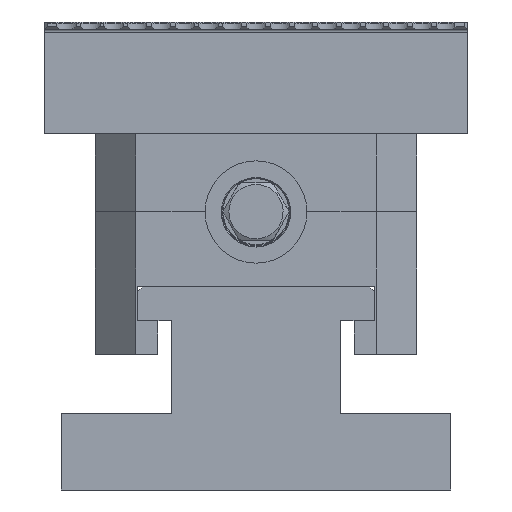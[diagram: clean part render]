
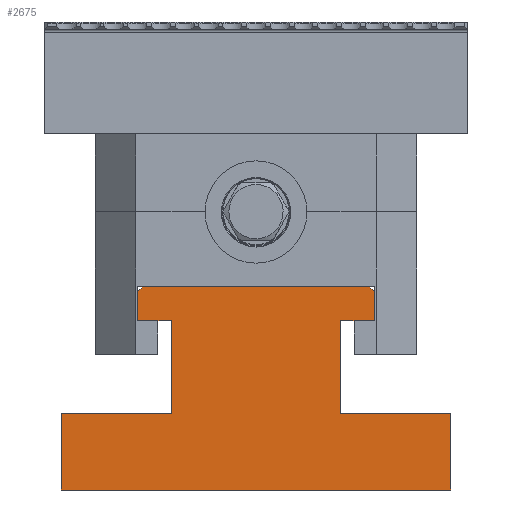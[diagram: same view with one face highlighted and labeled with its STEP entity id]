
A CAD part, left-side view. The second image highlights one B-rep face of the part: STEP entity #2675.
In plain terms, the highlighted planar face has unit normal (-1, 0, 0).
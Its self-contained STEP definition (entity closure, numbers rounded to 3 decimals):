
#2675=ADVANCED_FACE('',(#4253),#3697,.T.);
#3697=PLANE('',#17678);
#4253=FACE_OUTER_BOUND('',#4944,.T.);
#4944=EDGE_LOOP('',(#6371,#6372,#6373,#6374,#6375,#6376,#6377,#6378,#6379,
#6380,#6381,#6382,#6383,#6384));
#6371=ORIENTED_EDGE('',*,*,#12829,.T.);
#6372=ORIENTED_EDGE('',*,*,#12835,.T.);
#6373=ORIENTED_EDGE('',*,*,#12836,.F.);
#6374=ORIENTED_EDGE('',*,*,#12837,.T.);
#6375=ORIENTED_EDGE('',*,*,#12838,.T.);
#6376=ORIENTED_EDGE('',*,*,#12839,.T.);
#6377=ORIENTED_EDGE('',*,*,#12805,.F.);
#6378=ORIENTED_EDGE('',*,*,#12840,.T.);
#6379=ORIENTED_EDGE('',*,*,#12833,.T.);
#6380=ORIENTED_EDGE('',*,*,#12841,.F.);
#6381=ORIENTED_EDGE('',*,*,#12842,.F.);
#6382=ORIENTED_EDGE('',*,*,#12843,.F.);
#6383=ORIENTED_EDGE('',*,*,#12821,.T.);
#6384=ORIENTED_EDGE('',*,*,#12844,.T.);
#11089=VERTEX_POINT('',#24590);
#11090=VERTEX_POINT('',#24592);
#11105=VERTEX_POINT('',#24626);
#11106=VERTEX_POINT('',#24628);
#11113=VERTEX_POINT('',#24643);
#11114=VERTEX_POINT('',#24645);
#11117=VERTEX_POINT('',#24652);
#11118=VERTEX_POINT('',#24654);
#11119=VERTEX_POINT('',#24658);
#11120=VERTEX_POINT('',#24660);
#11121=VERTEX_POINT('',#24662);
#11122=VERTEX_POINT('',#24664);
#11123=VERTEX_POINT('',#24668);
#11124=VERTEX_POINT('',#24670);
#12805=EDGE_CURVE('',#11089,#11090,#15179,.T.);
#12821=EDGE_CURVE('',#11106,#11105,#15195,.T.);
#12829=EDGE_CURVE('',#11114,#11113,#15201,.T.);
#12833=EDGE_CURVE('',#11118,#11117,#15205,.T.);
#12835=EDGE_CURVE('',#11113,#11119,#15207,.T.);
#12836=EDGE_CURVE('',#11120,#11119,#15208,.T.);
#12837=EDGE_CURVE('',#11120,#11121,#15209,.T.);
#12838=EDGE_CURVE('',#11121,#11122,#15210,.T.);
#12839=EDGE_CURVE('',#11122,#11090,#15211,.T.);
#12840=EDGE_CURVE('',#11089,#11118,#15212,.T.);
#12841=EDGE_CURVE('',#11123,#11117,#15213,.T.);
#12842=EDGE_CURVE('',#11124,#11123,#15214,.T.);
#12843=EDGE_CURVE('',#11106,#11124,#15215,.T.);
#12844=EDGE_CURVE('',#11105,#11114,#15216,.T.);
#15179=LINE('',#24591,#16429);
#15195=LINE('',#24627,#16445);
#15201=LINE('',#24644,#16451);
#15205=LINE('',#24653,#16455);
#15207=LINE('',#24657,#16457);
#15208=LINE('',#24659,#16458);
#15209=LINE('',#24661,#16459);
#15210=LINE('',#24663,#16460);
#15211=LINE('',#24665,#16461);
#15212=LINE('',#24666,#16462);
#15213=LINE('',#24667,#16463);
#15214=LINE('',#24669,#16464);
#15215=LINE('',#24671,#16465);
#15216=LINE('',#24672,#16466);
#16429=VECTOR('',#19568,1.);
#16445=VECTOR('',#19592,1.);
#16451=VECTOR('',#19604,1.);
#16455=VECTOR('',#19610,1.);
#16457=VECTOR('',#19614,1.);
#16458=VECTOR('',#19615,1.);
#16459=VECTOR('',#19616,1.);
#16460=VECTOR('',#19617,1.);
#16461=VECTOR('',#19618,1.);
#16462=VECTOR('',#19619,1.);
#16463=VECTOR('',#19620,1.);
#16464=VECTOR('',#19621,1.);
#16465=VECTOR('',#19622,1.);
#16466=VECTOR('',#19623,1.);
#17678=AXIS2_PLACEMENT_3D('',#24673,#19624,#19625);
#19568=DIRECTION('',(0.,0.,1.));
#19592=DIRECTION('',(0.,0.,1.));
#19604=DIRECTION('',(0.,1.,0.));
#19610=DIRECTION('',(0.,0.,1.));
#19614=DIRECTION('',(0.,0.707,-0.707));
#19615=DIRECTION('',(0.,0.,1.));
#19616=DIRECTION('',(0.,-1.,0.));
#19617=DIRECTION('',(0.,0.,-1.));
#19618=DIRECTION('',(0.,1.,0.));
#19619=DIRECTION('',(0.,-1.,0.));
#19620=DIRECTION('',(0.,-1.,0.));
#19621=DIRECTION('',(0.,0.,-1.));
#19622=DIRECTION('',(0.,1.,0.));
#19623=DIRECTION('',(0.,0.707,0.707));
#19624=DIRECTION('',(-1.,0.,0.));
#19625=DIRECTION('',(0.,0.,1.));
#24590=CARTESIAN_POINT('',(91.928,112.422,1.888));
#24591=CARTESIAN_POINT('',(91.928,112.422,1.588));
#24592=CARTESIAN_POINT('',(91.928,112.422,24.388));
#24626=CARTESIAN_POINT('',(91.928,19.922,60.488));
#24627=CARTESIAN_POINT('',(91.928,19.922,1.588));
#24628=CARTESIAN_POINT('',(91.928,19.922,51.888));
#24643=CARTESIAN_POINT('',(91.928,88.522,61.888));
#24644=CARTESIAN_POINT('',(91.928,54.922,61.888));
#24645=CARTESIAN_POINT('',(91.928,21.322,61.888));
#24652=CARTESIAN_POINT('',(91.928,-2.578,24.388));
#24653=CARTESIAN_POINT('',(91.928,-2.578,1.588));
#24654=CARTESIAN_POINT('',(91.928,-2.578,1.888));
#24657=CARTESIAN_POINT('',(91.928,101.872,48.538));
#24658=CARTESIAN_POINT('',(91.928,89.922,60.488));
#24659=CARTESIAN_POINT('',(91.928,89.922,1.588));
#24660=CARTESIAN_POINT('',(91.928,89.922,51.888));
#24661=CARTESIAN_POINT('',(91.928,112.422,51.888));
#24662=CARTESIAN_POINT('',(91.928,79.922,51.888));
#24663=CARTESIAN_POINT('',(91.928,79.922,1.588));
#24664=CARTESIAN_POINT('',(91.928,79.922,24.388));
#24665=CARTESIAN_POINT('',(91.928,54.922,24.388));
#24666=CARTESIAN_POINT('',(91.928,54.922,1.888));
#24667=CARTESIAN_POINT('',(91.928,54.922,24.388));
#24668=CARTESIAN_POINT('',(91.928,29.922,24.388));
#24669=CARTESIAN_POINT('',(91.928,29.922,1.588));
#24670=CARTESIAN_POINT('',(91.928,29.922,51.888));
#24671=CARTESIAN_POINT('',(91.928,54.922,51.888));
#24672=CARTESIAN_POINT('',(91.928,7.972,48.538));
#24673=CARTESIAN_POINT('',(91.928,54.922,1.588));
